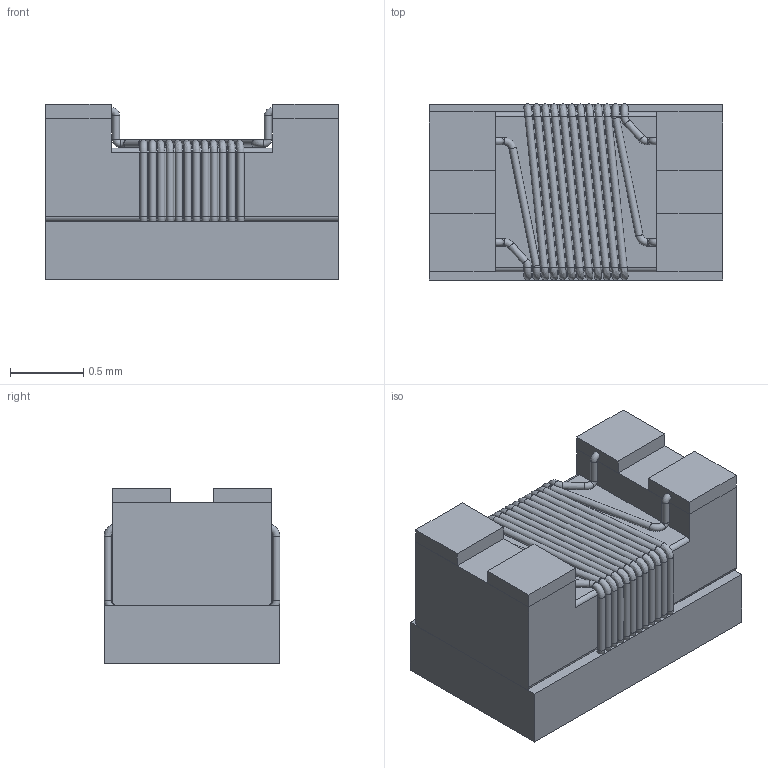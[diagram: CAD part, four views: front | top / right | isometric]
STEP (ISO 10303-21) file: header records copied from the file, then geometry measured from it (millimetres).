
FILE_DESCRIPTION(/* description */ ('Unknown'),/* implementation_level */ '2;1');
FILE_NAME(/* name */ '744231xxx',/* time_stamp */ '2019-07-08T16:10:52+02:00',/* author */ ('Unknown'),/* organization */ ('Unknown'),/* preprocessor_version */ 'ST-DEVELOPER v16.7',/* originating_system */ 'DEX',/* authorisation */ $);
FILE_SCHEMA (('AUTOMOTIVE_DESIGN {1 0 10303 214 3 1 1}'));
Length unit declared in the file: millimetre
Products named in the file (4): 744231xxx; Gehäuse; Boden; L飆fl踄he
Assembly tree (6 placements, depth 2):
  744231xxx
    Gehäuse
    Boden
    L飆fl踄he  x4
Bounding box: 2 x 1.2 x 1.2 mm (x, y, z)
Volume: 2.4 mm3; surface area: 24.7 mm2
Topology: 8 solids, 8 shells, 170 faces, 342 edges, 188 vertices
Faces by surface type: cylinder 62, torus 44, plane 44, bspline 20
Full cylindrical faces by diameter (mm): 0.05 x58
Entity records: 3852 total; most frequent: CARTESIAN_POINT 1047, DIRECTION 594, ORIENTED_EDGE 368, EDGE_LOOP 274, FACE_BOUND 274, AXIS2_PLACEMENT_3D 271, EDGE_CURVE 184, VERTEX_POINT 164
